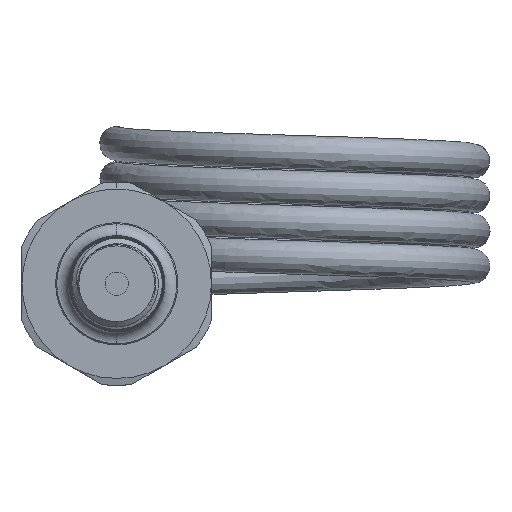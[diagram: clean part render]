
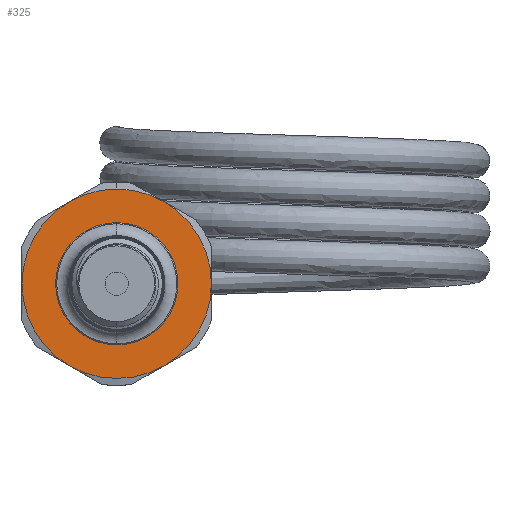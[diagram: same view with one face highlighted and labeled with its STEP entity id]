
A CAD part, front view. The second image highlights one B-rep face of the part: STEP entity #325.
In plain terms, the highlighted planar face has unit normal (0, -1, 0).
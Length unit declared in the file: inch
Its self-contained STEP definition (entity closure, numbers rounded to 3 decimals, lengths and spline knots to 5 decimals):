
#41 = VERTEX_POINT ( 'NONE', #8137 ) ;
#325 = ADVANCED_FACE ( 'NONE', ( #5936, #4029 ), #14084, .F. ) ;
#354 = ORIENTED_EDGE ( 'NONE', *, *, #12331, .T. ) ;
#395 = VERTEX_POINT ( 'NONE', #5834 ) ;
#463 = CARTESIAN_POINT ( 'NONE',  ( 0., -0.65748, 0. ) ) ;
#466 = EDGE_LOOP ( 'NONE', ( #12253, #4829, #854, #3229, #16592, #10869, #10066 ) ) ;
#854 = ORIENTED_EDGE ( 'NONE', *, *, #10224, .F. ) ;
#881 = AXIS2_PLACEMENT_3D ( 'NONE', #9695, #11096, #3066 ) ;
#2040 = CIRCLE ( 'NONE', #13010, 0.5315 ) ;
#3066 = DIRECTION ( 'NONE',  ( 0., 0., 1. ) ) ;
#3229 = ORIENTED_EDGE ( 'NONE', *, *, #10114, .F. ) ;
#3677 = CIRCLE ( 'NONE', #14853, 0.5315 ) ;
#3800 = AXIS2_PLACEMENT_3D ( 'NONE', #14344, #8999, #4873 ) ;
#4029 = FACE_BOUND ( 'NONE', #11633, .T. ) ;
#4113 = DIRECTION ( 'NONE',  ( 0., 1., 0. ) ) ;
#4185 = DIRECTION ( 'NONE',  ( 0., 1., 0. ) ) ;
#4299 = EDGE_CURVE ( 'NONE', #7951, #395, #3677, .T. ) ;
#4367 = DIRECTION ( 'NONE',  ( 0., 1., 0. ) ) ;
#4534 = EDGE_CURVE ( 'NONE', #395, #10900, #14400, .T. ) ;
#4629 = DIRECTION ( 'NONE',  ( 0., 0., 1. ) ) ;
#4829 = ORIENTED_EDGE ( 'NONE', *, *, #5667, .F. ) ;
#4873 = DIRECTION ( 'NONE',  ( 0., 0., 1. ) ) ;
#4926 = VERTEX_POINT ( 'NONE', #12151 ) ;
#4944 = DIRECTION ( 'NONE',  ( 0., 1., 0. ) ) ;
#4996 = VERTEX_POINT ( 'NONE', #9507 ) ;
#5639 = DIRECTION ( 'NONE',  ( 0., 0., 1. ) ) ;
#5667 = EDGE_CURVE ( 'NONE', #13221, #15634, #16270, .T. ) ;
#5834 = CARTESIAN_POINT ( 'NONE',  ( -0.26575, -0.65748, -0.46029 ) ) ;
#5936 = FACE_OUTER_BOUND ( 'NONE', #466, .T. ) ;
#6614 = EDGE_CURVE ( 'NONE', #15634, #41, #9138, .T. ) ;
#7096 = AXIS2_PLACEMENT_3D ( 'NONE', #15742, #4944, #10413 ) ;
#7188 = DIRECTION ( 'NONE',  ( 0., 0., 1. ) ) ;
#7372 = DIRECTION ( 'NONE',  ( 0., 1., 0. ) ) ;
#7951 = VERTEX_POINT ( 'NONE', #8026 ) ;
#8026 = CARTESIAN_POINT ( 'NONE',  ( 0.26575, -0.65748, -0.46029 ) ) ;
#8137 = CARTESIAN_POINT ( 'NONE',  ( 0.5315, -0.65748, 0. ) ) ;
#8238 = CARTESIAN_POINT ( 'NONE',  ( 0., -0.65748, 0. ) ) ;
#8256 = CARTESIAN_POINT ( 'NONE',  ( 0., -0.65748, 0.5315 ) ) ;
#8266 = EDGE_CURVE ( 'NONE', #4996, #16362, #16937, .T. ) ;
#8535 = CARTESIAN_POINT ( 'NONE',  ( 0., -0.65748, 0. ) ) ;
#8999 = DIRECTION ( 'NONE',  ( 0., 1., 0. ) ) ;
#9118 = ORIENTED_EDGE ( 'NONE', *, *, #8266, .T. ) ;
#9138 = CIRCLE ( 'NONE', #881, 0.5315 ) ;
#9487 = CARTESIAN_POINT ( 'NONE',  ( 0., -0.65748, -0.34312 ) ) ;
#9507 = CARTESIAN_POINT ( 'NONE',  ( 0., -0.65748, 0.34312 ) ) ;
#9548 = CIRCLE ( 'NONE', #14474, 0.5315 ) ;
#9695 = CARTESIAN_POINT ( 'NONE',  ( 0., -0.65748, 0. ) ) ;
#9829 = DIRECTION ( 'NONE',  ( 0., 1., 0. ) ) ;
#9985 = CARTESIAN_POINT ( 'NONE',  ( 0., -0.65748, 0. ) ) ;
#10066 = ORIENTED_EDGE ( 'NONE', *, *, #11588, .F. ) ;
#10114 = EDGE_CURVE ( 'NONE', #10900, #4926, #12720, .T. ) ;
#10224 = EDGE_CURVE ( 'NONE', #4926, #13221, #2040, .T. ) ;
#10413 = DIRECTION ( 'NONE',  ( 0., 0., 1. ) ) ;
#10869 = ORIENTED_EDGE ( 'NONE', *, *, #4299, .F. ) ;
#10900 = VERTEX_POINT ( 'NONE', #12471 ) ;
#11096 = DIRECTION ( 'NONE',  ( 0., 1., 0. ) ) ;
#11405 = CARTESIAN_POINT ( 'NONE',  ( 0.26575, -0.65748, 0.46029 ) ) ;
#11588 = EDGE_CURVE ( 'NONE', #41, #7951, #9548, .T. ) ;
#11633 = EDGE_LOOP ( 'NONE', ( #9118, #354 ) ) ;
#11701 = AXIS2_PLACEMENT_3D ( 'NONE', #15414, #7372, #16753 ) ;
#12096 = AXIS2_PLACEMENT_3D ( 'NONE', #8238, #4185, #16276 ) ;
#12151 = CARTESIAN_POINT ( 'NONE',  ( -0.26575, -0.65748, 0.46029 ) ) ;
#12253 = ORIENTED_EDGE ( 'NONE', *, *, #6614, .F. ) ;
#12270 = CIRCLE ( 'NONE', #3800, 0.34312 ) ;
#12278 = DIRECTION ( 'NONE',  ( 0., 0., 1. ) ) ;
#12331 = EDGE_CURVE ( 'NONE', #16362, #4996, #12270, .T. ) ;
#12415 = DIRECTION ( 'NONE',  ( 0., 0., 1. ) ) ;
#12471 = CARTESIAN_POINT ( 'NONE',  ( -0.5315, -0.65748, 0. ) ) ;
#12636 = AXIS2_PLACEMENT_3D ( 'NONE', #9985, #16590, #4629 ) ;
#12720 = CIRCLE ( 'NONE', #12096, 0.5315 ) ;
#13010 = AXIS2_PLACEMENT_3D ( 'NONE', #8535, #9829, #7188 ) ;
#13221 = VERTEX_POINT ( 'NONE', #8256 ) ;
#13295 = CARTESIAN_POINT ( 'NONE',  ( 0., -0.65748, 0. ) ) ;
#14084 = PLANE ( 'NONE',  #11701 ) ;
#14344 = CARTESIAN_POINT ( 'NONE',  ( 0., -0.65748, 0. ) ) ;
#14400 = CIRCLE ( 'NONE', #7096, 0.5315 ) ;
#14474 = AXIS2_PLACEMENT_3D ( 'NONE', #13295, #4113, #12278 ) ;
#14853 = AXIS2_PLACEMENT_3D ( 'NONE', #463, #16436, #5639 ) ;
#15112 = CARTESIAN_POINT ( 'NONE',  ( 0., -0.65748, 0. ) ) ;
#15414 = CARTESIAN_POINT ( 'NONE',  ( 0.34312, -0.65748, 0. ) ) ;
#15469 = AXIS2_PLACEMENT_3D ( 'NONE', #15112, #4367, #12415 ) ;
#15634 = VERTEX_POINT ( 'NONE', #11405 ) ;
#15742 = CARTESIAN_POINT ( 'NONE',  ( 0., -0.65748, 0. ) ) ;
#16270 = CIRCLE ( 'NONE', #12636, 0.5315 ) ;
#16276 = DIRECTION ( 'NONE',  ( 0., 0., 1. ) ) ;
#16362 = VERTEX_POINT ( 'NONE', #9487 ) ;
#16436 = DIRECTION ( 'NONE',  ( 0., 1., 0. ) ) ;
#16590 = DIRECTION ( 'NONE',  ( 0., 1., 0. ) ) ;
#16592 = ORIENTED_EDGE ( 'NONE', *, *, #4534, .F. ) ;
#16753 = DIRECTION ( 'NONE',  ( 0., 0., 1. ) ) ;
#16937 = CIRCLE ( 'NONE', #15469, 0.34312 ) ;
